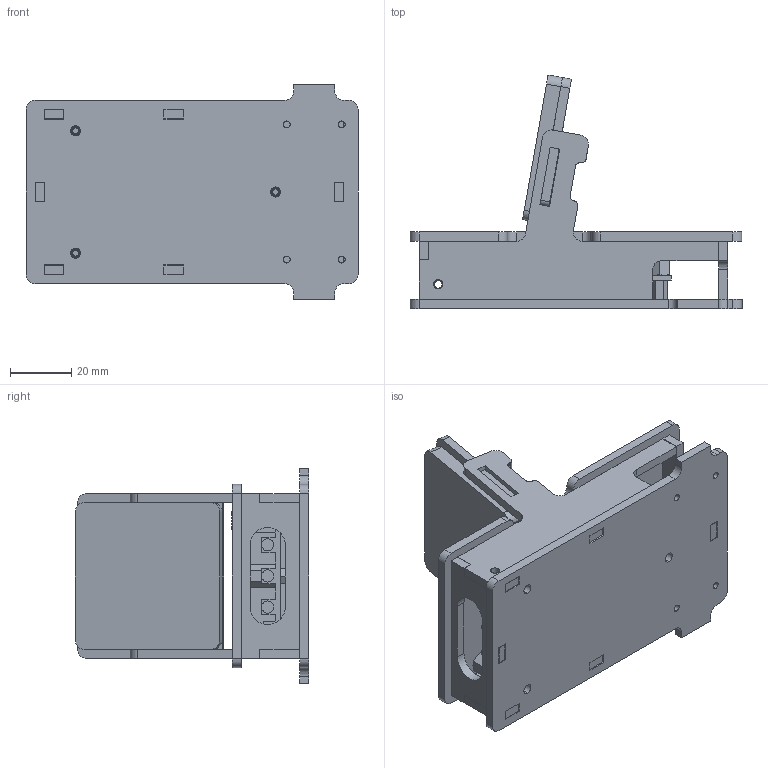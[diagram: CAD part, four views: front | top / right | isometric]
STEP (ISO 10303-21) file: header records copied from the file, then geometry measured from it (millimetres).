
FILE_DESCRIPTION (( 'STEP AP214' ), '1' );
FILE_NAME ('romoFebAssyRev1forChaoticMoon.STEP', '2012-07-23T03:03:15', ( '' ), ( '' ), 'SwSTEP 2.0', 'SolidWorks 2012', '' );
FILE_SCHEMA (( 'AUTOMOTIVE_DESIGN' ));
Length unit declared in the file: inch
Products named in the file (13): romoFebPadEPDM; romoFebBackPlate; romoFebStandoff7-16FF_91780A431; romoFebStandoff1-4MF_93505A101; romoFebCircuitBoard; romoFebFrontPlate; romoFebThinNut_90695A033; romoFebTopPlate; romoFebSpacerVerticalLarge; romoFebPhoneSupportAngled; romoFebPhoneSupportAngledHoly; romoFebBottomPlate; romoFebAssyRev1forChaoticMoon
Assembly tree (17 placements, depth 2):
  romoFebAssyRev1forChaoticMoon
    romoFebBottomPlate
    romoFebPhoneSupportAngledHoly
    romoFebPhoneSupportAngled
    romoFebSpacerVerticalLarge
    romoFebTopPlate
    romoFebThinNut_90695A033  x2
    romoFebFrontPlate
    romoFebCircuitBoard
    romoFebStandoff1-4MF_93505A101  x3
    romoFebStandoff7-16FF_91780A431  x3
    romoFebBackPlate
    romoFebPadEPDM
Bounding box: 108.57 x 76.37 x 70.29 mm (x, y, z)
Volume: 80907.6 mm3; surface area: 64657.4 mm2
Topology: 17 solids, 18 shells, 870 faces, 2292 edges, 1469 vertices
Faces by surface type: cylinder 343, plane 322, cone 178, bspline 27
Entity records: 22563 total; most frequent: CARTESIAN_POINT 8334, ORIENTED_EDGE 2970, DIRECTION 2660, EDGE_CURVE 1485, VERTEX_POINT 964, LINE 910, VECTOR 910, AXIS2_PLACEMENT_3D 875
